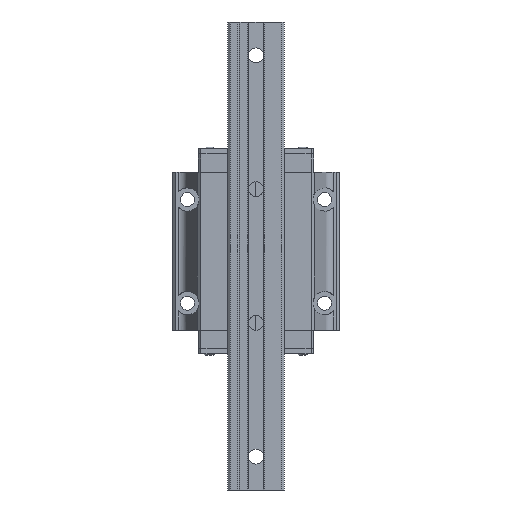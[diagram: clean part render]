
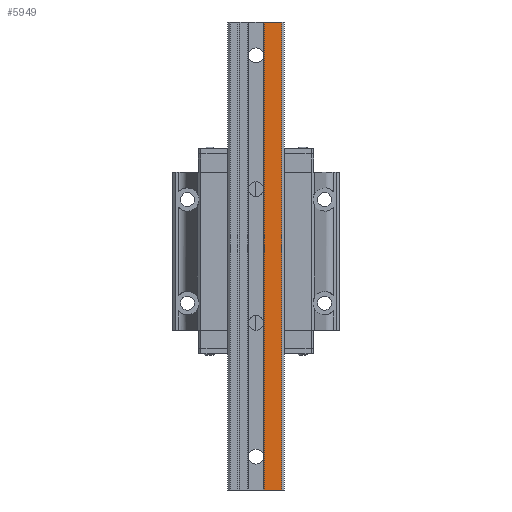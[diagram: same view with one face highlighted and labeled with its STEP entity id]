
A CAD part, front view. The second image highlights one B-rep face of the part: STEP entity #5949.
In plain terms, the highlighted planar face has unit normal (0, -1, 0).
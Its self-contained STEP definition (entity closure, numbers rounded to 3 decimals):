
#236 = CARTESIAN_POINT ( 'NONE',  ( 22., 0., -280. ) ) ;
#301 = DIRECTION ( 'NONE',  ( 0., 0., 1. ) ) ;
#486 = EDGE_CURVE ( 'NONE', #3626, #7725, #7811, .T. ) ;
#1306 = PLANE ( 'NONE',  #7658 ) ;
#1371 = CARTESIAN_POINT ( 'NONE',  ( 32.5, 0., -280. ) ) ;
#1425 = DIRECTION ( 'NONE',  ( 1., 0., 0. ) ) ;
#1635 = CARTESIAN_POINT ( 'NONE',  ( 32.5, 0., -280. ) ) ;
#1710 = VERTEX_POINT ( 'NONE', #9994 ) ;
#1812 = ORIENTED_EDGE ( 'NONE', *, *, #6615, .F. ) ;
#2151 = VERTEX_POINT ( 'NONE', #5486 ) ;
#2314 = VECTOR ( 'NONE', #6799, 1000. ) ;
#2432 = LINE ( 'NONE', #1371, #7706 ) ;
#2484 = CARTESIAN_POINT ( 'NONE',  ( 22., 0., -280. ) ) ;
#2627 = CARTESIAN_POINT ( 'NONE',  ( 22., 0., -280. ) ) ;
#3107 = DIRECTION ( 'NONE',  ( 0., 0., 1. ) ) ;
#3626 = VERTEX_POINT ( 'NONE', #2627 ) ;
#3752 = EDGE_CURVE ( 'NONE', #7725, #1710, #2432, .T. ) ;
#4178 = CARTESIAN_POINT ( 'NONE',  ( 22., 0., -280. ) ) ;
#5241 = LINE ( 'NONE', #4178, #8935 ) ;
#5486 = CARTESIAN_POINT ( 'NONE',  ( 22., 0., 0. ) ) ;
#5949 = ADVANCED_FACE ( 'NONE', ( #7936 ), #1306, .T. ) ;
#6615 = EDGE_CURVE ( 'NONE', #2151, #1710, #9988, .T. ) ;
#6799 = DIRECTION ( 'NONE',  ( 1., 0., 0. ) ) ;
#7472 = EDGE_LOOP ( 'NONE', ( #1812, #9721, #9670, #9390 ) ) ;
#7658 = AXIS2_PLACEMENT_3D ( 'NONE', #236, #9568, #8504 ) ;
#7706 = VECTOR ( 'NONE', #301, 1000. ) ;
#7725 = VERTEX_POINT ( 'NONE', #1635 ) ;
#7811 = LINE ( 'NONE', #2484, #10314 ) ;
#7864 = CARTESIAN_POINT ( 'NONE',  ( 22., 0., 0. ) ) ;
#7936 = FACE_OUTER_BOUND ( 'NONE', #7472, .T. ) ;
#8504 = DIRECTION ( 'NONE',  ( 0., 0., -1. ) ) ;
#8935 = VECTOR ( 'NONE', #3107, 1000. ) ;
#9283 = EDGE_CURVE ( 'NONE', #3626, #2151, #5241, .T. ) ;
#9390 = ORIENTED_EDGE ( 'NONE', *, *, #3752, .T. ) ;
#9568 = DIRECTION ( 'NONE',  ( 0., -1., 0. ) ) ;
#9670 = ORIENTED_EDGE ( 'NONE', *, *, #486, .T. ) ;
#9721 = ORIENTED_EDGE ( 'NONE', *, *, #9283, .F. ) ;
#9988 = LINE ( 'NONE', #7864, #2314 ) ;
#9994 = CARTESIAN_POINT ( 'NONE',  ( 32.5, 0., 0. ) ) ;
#10314 = VECTOR ( 'NONE', #1425, 1000. ) ;
